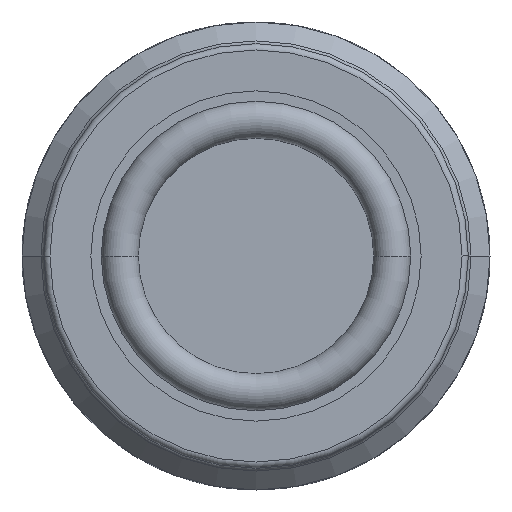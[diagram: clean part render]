
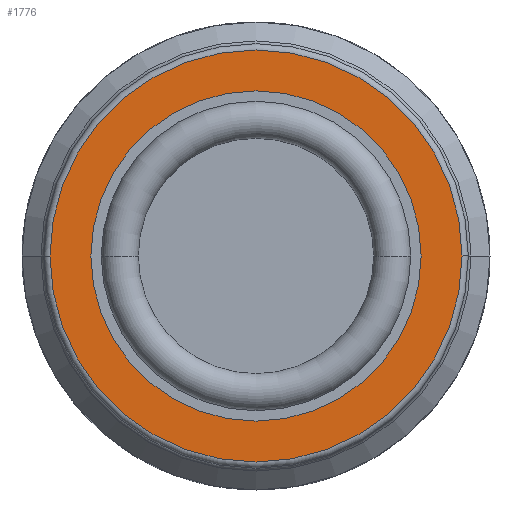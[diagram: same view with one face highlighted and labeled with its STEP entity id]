
A CAD part, front view. The second image highlights one B-rep face of the part: STEP entity #1776.
In plain terms, the highlighted planar face has unit normal (0, -1, 0).
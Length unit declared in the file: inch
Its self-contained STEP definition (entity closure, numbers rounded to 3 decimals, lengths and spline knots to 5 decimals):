
#30=CARTESIAN_POINT('',(0.,-0.058,0.));
#31=DIRECTION('',(0.,-1.,0.));
#32=DIRECTION('',(1.,0.,0.));
#33=AXIS2_PLACEMENT_3D('',#30,#31,#32);
#35=CARTESIAN_POINT('',(0.,-0.058,0.));
#36=DIRECTION('',(0.,1.,0.));
#37=DIRECTION('',(1.,0.,0.));
#38=AXIS2_PLACEMENT_3D('',#35,#36,#37);
#40=CARTESIAN_POINT('',(0.,-0.058,0.));
#41=DIRECTION('',(0.,1.,0.));
#42=DIRECTION('',(1.,0.,0.));
#43=AXIS2_PLACEMENT_3D('',#40,#41,#42);
#45=CARTESIAN_POINT('',(0.,-0.058,0.));
#46=DIRECTION('',(0.,1.,0.));
#47=DIRECTION('',(-1.,0.,0.));
#48=AXIS2_PLACEMENT_3D('',#45,#46,#47);
#1559=CARTESIAN_POINT('',(0.2625,-0.058,0.));
#1561=VERTEX_POINT('',#1559);
#1563=CARTESIAN_POINT('',(-0.2625,-0.058,0.));
#1565=VERTEX_POINT('',#1563);
#1578=CARTESIAN_POINT('',(0.3275,-0.058,0.));
#1579=CARTESIAN_POINT('',(-0.3275,-0.058,0.));
#1580=VERTEX_POINT('',#1578);
#1581=VERTEX_POINT('',#1579);
#1761=CARTESIAN_POINT('',(0.,-0.058,0.));
#1762=DIRECTION('',(0.,1.,0.));
#1763=DIRECTION('',(1.,0.,0.));
#1764=AXIS2_PLACEMENT_3D('',#1761,#1762,#1763);
#1765=PLANE('',#1764);
#1766=ORIENTED_EDGE('',*,*,#1712,.T.);
#1767=ORIENTED_EDGE('',*,*,#1755,.T.);
#1768=EDGE_LOOP('',(#1766,#1767));
#1769=FACE_OUTER_BOUND('',#1768,.F.);
#1771=ORIENTED_EDGE('',*,*,#1770,.T.);
#1773=ORIENTED_EDGE('',*,*,#1772,.F.);
#1774=EDGE_LOOP('',(#1771,#1773));
#1775=FACE_BOUND('',#1774,.F.);
#1776=ADVANCED_FACE('',(#1769,#1775),#1765,.F.);
#34=CIRCLE('',#33,0.2625);
#39=CIRCLE('',#38,0.2625);
#44=CIRCLE('',#43,0.3275);
#49=CIRCLE('',#48,0.3275);
#1712=EDGE_CURVE('',#1580,#1581,#44,.T.);
#1755=EDGE_CURVE('',#1581,#1580,#49,.T.);
#1770=EDGE_CURVE('',#1561,#1565,#34,.T.);
#1772=EDGE_CURVE('',#1561,#1565,#39,.T.);
